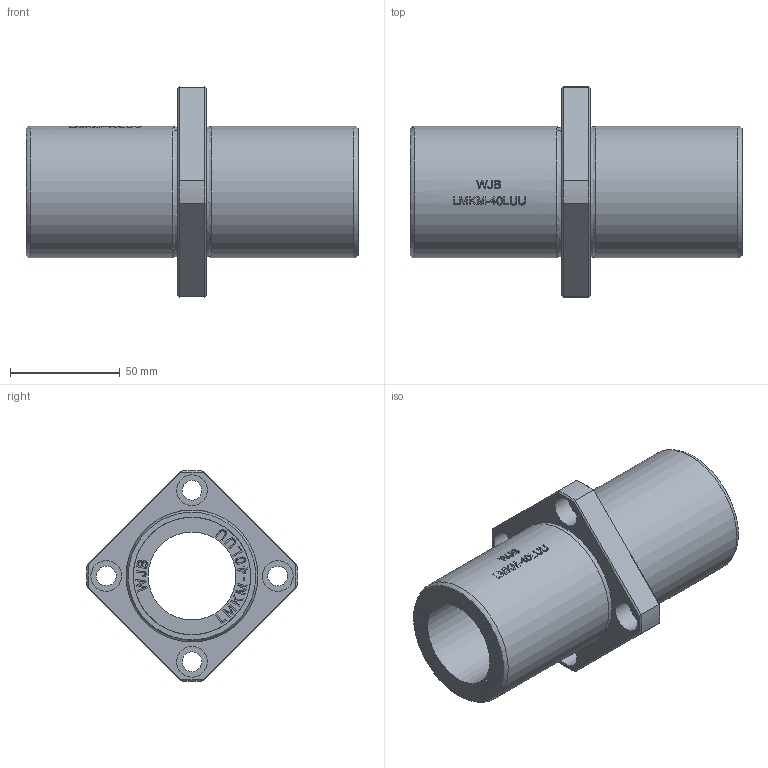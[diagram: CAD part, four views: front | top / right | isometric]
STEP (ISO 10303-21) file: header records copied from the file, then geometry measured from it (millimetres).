
FILE_DESCRIPTION(/* description */ (''),/* implementation_level */ '2;1');
FILE_NAME(/* name */ 'WJB-LMKM-40LUU.stp',/* time_stamp */ '2018-09-26T17:20:39+08:00',/* author */ (''),/* organization */ (''),/* preprocessor_version */ 'ST-DEVELOPER v11',/* originating_system */ 'SIEMENS UGS NX 6.0',/* authorisation */ '');
FILE_SCHEMA (('CONFIG_CONTROL_DESIGN'));
Length unit declared in the file: millimetre
Products named in the file (1): WJB-LMKM-40LUU
Bounding box: 151 x 95.93 x 95.93 mm (x, y, z)
Volume: 372758.7 mm3; surface area: 83067.4 mm2
Topology: 2 solids, 2 shells, 443 faces, 1152 edges, 773 vertices
Faces by surface type: plane 308, extrusion 84, cylinder 37, cone 8, torus 6
Full cylindrical faces by diameter (mm): 9 x4, 14 x4, 40 x2, 53.4 x3, 60 x3
Entity records: 16681 total; most frequent: CARTESIAN_POINT 6517, ORIENTED_EDGE 2260, DIRECTION 1603, EDGE_CURVE 1130, VERTEX_POINT 773, VECTOR 661, LINE 577, EDGE_LOOP 537
